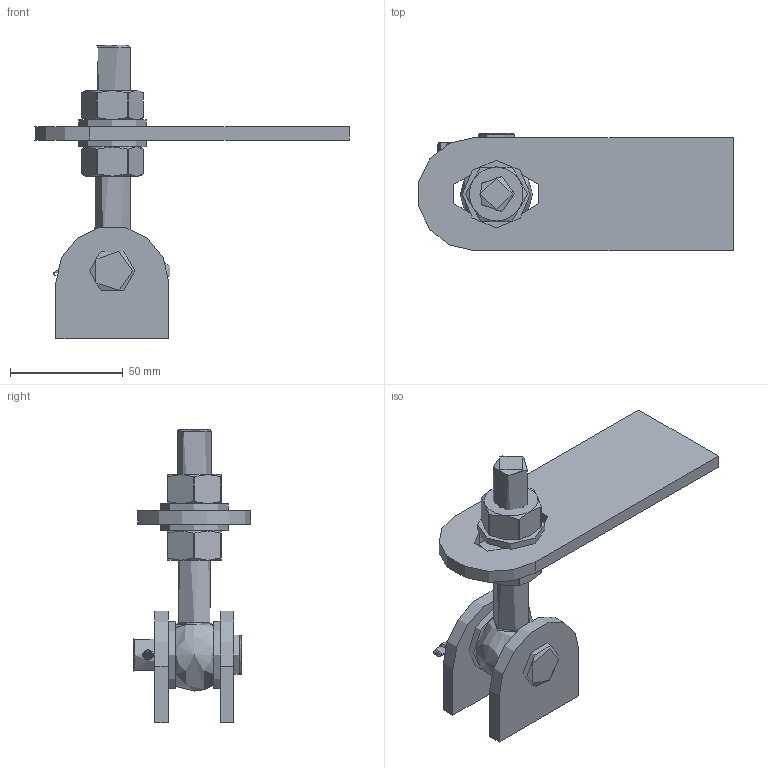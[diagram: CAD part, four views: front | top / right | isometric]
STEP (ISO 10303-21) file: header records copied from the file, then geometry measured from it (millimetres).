
FILE_DESCRIPTION (( 'STEP AP203' ), '1' );
FILE_NAME ('121-M16-240.step', '2021-08-25T12:22:34', ( '' ), ( '' ), 'SwSTEP 2.0', 'SolidWorks 2018', '' );
FILE_SCHEMA (( 'CONFIG_CONTROL_DESIGN' ));
Length unit declared in the file: millimetre
Products named in the file (22): 121-MXX-XXX Teil4; 121-MXX-XXX Teil2; 121-MXX-XXX Teil1; DIN 934 M4-M20; 121-M16-240; 121-MXX-XXX Teil4_121-M16-240 Teil4; 121-MXX-XXX Teil5; 121-MXX-XXX Teil3; 121-MXX-XXX Teil2_121-M16-240 Teil2; 121-MXX-XXX Teil5_121-M16-240 Teil5; Splint DIN94 - ISO 1234 Konfig_DIN 94 5x40; 121-MXX-XXX Teil1_121-M16-240 Teil1; DIN 934 M4-M20_DIN 934 M16; 121-MXX-XXX Teil3_121-M16-240 Teil3; Splint DIN94 - ISO 1234 Konfig
Assembly tree (14 placements, depth 2):
  121-MXX-XXX Teil4
  121-MXX-XXX Teil2
  121-MXX-XXX Teil1
  121-M16-240
    121-MXX-XXX Teil1_121-M16-240 Teil1
    121-MXX-XXX Teil1_121-M16-240 Teil1
    121-MXX-XXX Teil2_121-M16-240 Teil2
    121-MXX-XXX Teil3_121-M16-240 Teil3
    121-MXX-XXX Teil4_121-M16-240 Teil4
    121-MXX-XXX Teil5_121-M16-240 Teil5  x4
    DIN 934 M4-M20_DIN 934 M16  x2
    Splint DIN94 - ISO 1234 Konfig_DIN 94 5x40
  121-M16-240
    DIN 934 M4-M20
    DIN 934 M4-M20
Bounding box: 139.37 x 52 x 130 mm (x, y, z)
Volume: 112286.2 mm3; surface area: 48142.7 mm2
Topology: 12 solids, 12 shells, 628 faces, 1624 edges, 1076 vertices
Faces by surface type: plane 370, bspline 181, cylinder 41, cone 31, torus 4, sphere 1
Full cylindrical faces by diameter (mm): 5 x1, 14 x2, 16 x2, 16.2 x3, 17 x4, 20 x1, 30 x4
Entity records: 30121 total; most frequent: CARTESIAN_POINT 14939, ORIENTED_EDGE 3022, DIRECTION 2005, EDGE_CURVE 1511, LINE 1037, VECTOR 1037, VERTEX_POINT 1010, EDGE_LOOP 671
